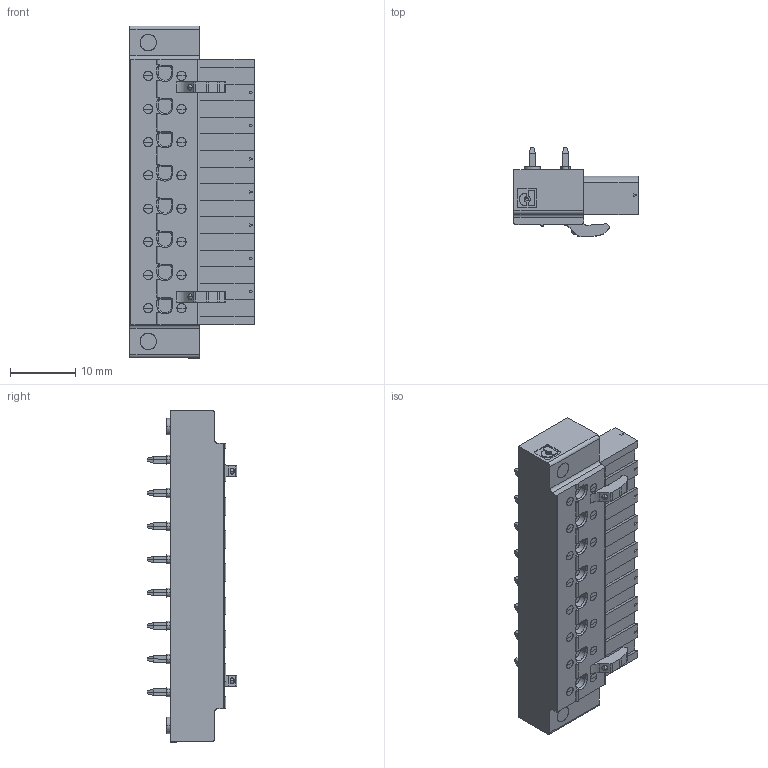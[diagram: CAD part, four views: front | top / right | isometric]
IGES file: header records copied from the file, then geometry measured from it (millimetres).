
Global section: file name: ic_2.5-8-gf-5.08.igs; native system: OneSpace Designer 3D IGES; preprocessor: 11.50A  18-Jul-2002; date: 20050405.103724; units: millimetre
Bounding box: 19 x 13.7 x 50.8 mm (x, y, z)
Surface area: 3570 mm2 (no closed solid volume)
Topology: 0 solids, 0 shells, 1094 faces, 6916 edges, 6908 vertices
Faces by surface type: bspline 1062, revolution 32
